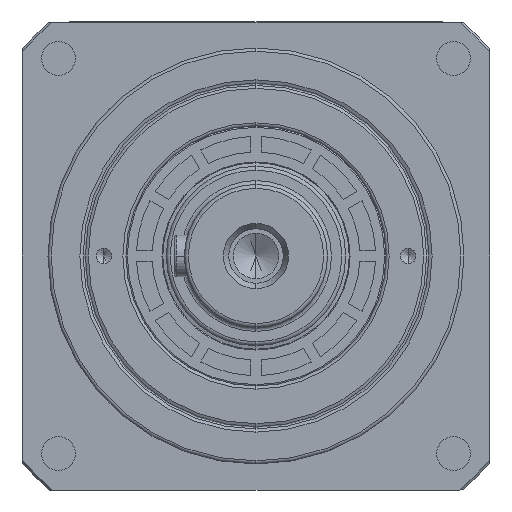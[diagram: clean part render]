
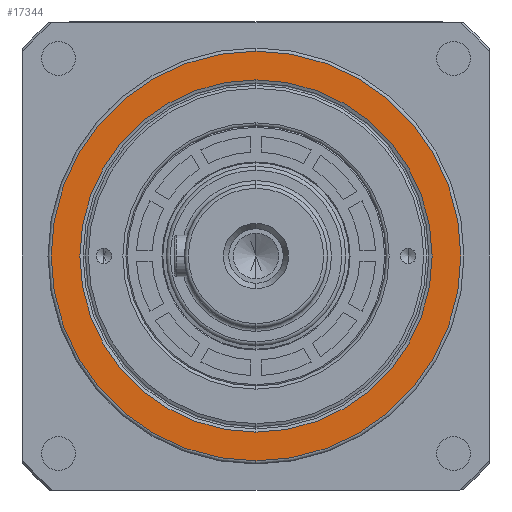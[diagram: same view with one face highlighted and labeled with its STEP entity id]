
A CAD part, left-side view. The second image highlights one B-rep face of the part: STEP entity #17344.
In plain terms, the highlighted planar face has unit normal (-1, 0, 0).
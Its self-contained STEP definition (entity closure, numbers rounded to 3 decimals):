
#307 = DIRECTION ( 'NONE',  ( -1., 0., 0. ) ) ;
#405 = AXIS2_PLACEMENT_3D ( 'NONE', #8925, #307, #3711 ) ;
#680 = DIRECTION ( 'NONE',  ( 0., 0., 1. ) ) ;
#1387 = DIRECTION ( 'NONE',  ( 0., 0., 1. ) ) ;
#3327 = EDGE_CURVE ( 'NONE', #20121, #12697, #17998, .T. ) ;
#3711 = DIRECTION ( 'NONE',  ( 0., 0., 1. ) ) ;
#3985 = CARTESIAN_POINT ( 'NONE',  ( -110.5, 0., 0. ) ) ;
#4147 = CARTESIAN_POINT ( 'NONE',  ( -110.5, 0., 0. ) ) ;
#4177 = EDGE_CURVE ( 'NONE', #19977, #4890, #14557, .T. ) ;
#4886 = EDGE_LOOP ( 'NONE', ( #15873, #8908 ) ) ;
#4890 = VERTEX_POINT ( 'NONE', #8394 ) ;
#4976 = DIRECTION ( 'NONE',  ( -1., 0., 0. ) ) ;
#5536 = DIRECTION ( 'NONE',  ( 0., 0., 1. ) ) ;
#6258 = AXIS2_PLACEMENT_3D ( 'NONE', #14775, #4976, #16652 ) ;
#7027 = CARTESIAN_POINT ( 'NONE',  ( -110.5, 0., -78.8 ) ) ;
#7168 = AXIS2_PLACEMENT_3D ( 'NONE', #3985, #8820, #5536 ) ;
#7527 = FACE_OUTER_BOUND ( 'NONE', #7620, .T. ) ;
#7620 = EDGE_LOOP ( 'NONE', ( #10054, #20210 ) ) ;
#7737 = EDGE_CURVE ( 'NONE', #12697, #20121, #14594, .T. ) ;
#8394 = CARTESIAN_POINT ( 'NONE',  ( -110.5, 0., 67.75 ) ) ;
#8820 = DIRECTION ( 'NONE',  ( -1., 0., 0. ) ) ;
#8908 = ORIENTED_EDGE ( 'NONE', *, *, #4177, .F. ) ;
#8925 = CARTESIAN_POINT ( 'NONE',  ( -110.5, 0., 0. ) ) ;
#9066 = PLANE ( 'NONE',  #19013 ) ;
#9755 = CARTESIAN_POINT ( 'NONE',  ( -110.5, 0., 0. ) ) ;
#10054 = ORIENTED_EDGE ( 'NONE', *, *, #7737, .T. ) ;
#10728 = DIRECTION ( 'NONE',  ( -1., 0., 0. ) ) ;
#11304 = CARTESIAN_POINT ( 'NONE',  ( -110.5, 0., 78.8 ) ) ;
#11425 = DIRECTION ( 'NONE',  ( -1., 0., 0. ) ) ;
#12697 = VERTEX_POINT ( 'NONE', #11304 ) ;
#13455 = EDGE_CURVE ( 'NONE', #4890, #19977, #15410, .T. ) ;
#14557 = CIRCLE ( 'NONE', #14898, 67.75 ) ;
#14594 = CIRCLE ( 'NONE', #7168, 78.8 ) ;
#14775 = CARTESIAN_POINT ( 'NONE',  ( -110.5, 0., 0. ) ) ;
#14898 = AXIS2_PLACEMENT_3D ( 'NONE', #9755, #11425, #1387 ) ;
#14992 = CARTESIAN_POINT ( 'NONE',  ( -110.5, 0., -67.75 ) ) ;
#15410 = CIRCLE ( 'NONE', #6258, 67.75 ) ;
#15873 = ORIENTED_EDGE ( 'NONE', *, *, #13455, .F. ) ;
#16652 = DIRECTION ( 'NONE',  ( 0., 0., 1. ) ) ;
#17344 = ADVANCED_FACE ( 'NONE', ( #7527, #21110 ), #9066, .T. ) ;
#17998 = CIRCLE ( 'NONE', #405, 78.8 ) ;
#19013 = AXIS2_PLACEMENT_3D ( 'NONE', #4147, #10728, #680 ) ;
#19977 = VERTEX_POINT ( 'NONE', #14992 ) ;
#20121 = VERTEX_POINT ( 'NONE', #7027 ) ;
#20210 = ORIENTED_EDGE ( 'NONE', *, *, #3327, .T. ) ;
#21110 = FACE_BOUND ( 'NONE', #4886, .T. ) ;
